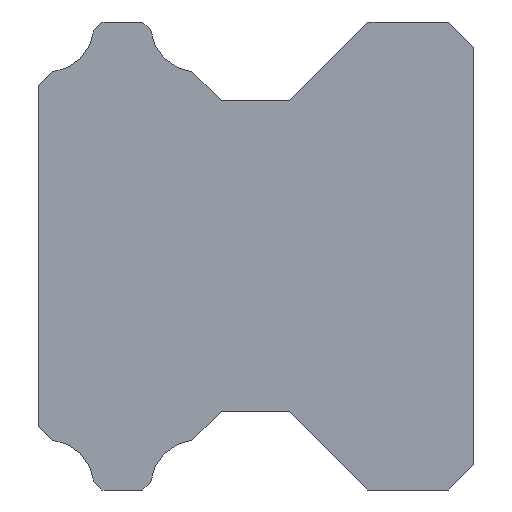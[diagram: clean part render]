
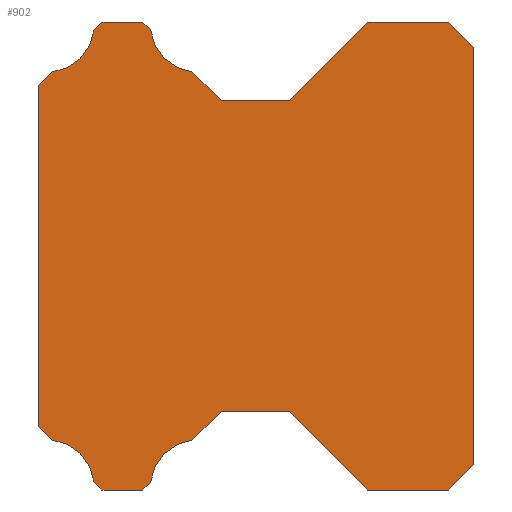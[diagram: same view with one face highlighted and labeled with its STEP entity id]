
A CAD part, left-side view. The second image highlights one B-rep face of the part: STEP entity #902.
In plain terms, the highlighted planar face has unit normal (-1, 0, 0).
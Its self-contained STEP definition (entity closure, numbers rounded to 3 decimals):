
#180=CARTESIAN_POINT('Vertex',(-20.,1.5,14.)) ;
#185=CARTESIAN_POINT('Line Origine',(-20.,0.75,13.25)) ;
#189=CARTESIAN_POINT('Vertex',(-20.,0.,12.5)) ;
#220=CARTESIAN_POINT('Vertex',(-20.,0.,-12.5)) ;
#225=CARTESIAN_POINT('Line Origine',(-20.,0.75,-13.25)) ;
#229=CARTESIAN_POINT('Vertex',(-20.,1.5,-14.)) ;
#256=CARTESIAN_POINT('Line Origine',(-20.,3.9,-14.)) ;
#260=CARTESIAN_POINT('Vertex',(-20.,6.3,-14.)) ;
#287=CARTESIAN_POINT('Line Origine',(-20.,8.65,-11.65)) ;
#291=CARTESIAN_POINT('Vertex',(-20.,11.,-9.3)) ;
#318=CARTESIAN_POINT('Line Origine',(-20.,13.04,-9.3)) ;
#322=CARTESIAN_POINT('Vertex',(-20.,15.079,-9.3)) ;
#349=CARTESIAN_POINT('Line Origine',(-20.,15.929,-10.15)) ;
#353=CARTESIAN_POINT('Vertex',(-20.,16.779,-11.)) ;
#380=CARTESIAN_POINT('Axis2P3D Location',(-20.,16.44,-13.87)) ;
#384=CARTESIAN_POINT('Vertex',(-20.,19.31,-13.531)) ;
#411=CARTESIAN_POINT('Line Origine',(-20.,19.545,-13.765)) ;
#415=CARTESIAN_POINT('Vertex',(-20.,19.779,-14.)) ;
#437=CARTESIAN_POINT('Line Origine',(-20.,20.997,-14.)) ;
#441=CARTESIAN_POINT('Vertex',(-20.,22.215,-14.)) ;
#468=CARTESIAN_POINT('Line Origine',(-20.,22.453,-13.762)) ;
#472=CARTESIAN_POINT('Vertex',(-20.,22.69,-13.525)) ;
#499=CARTESIAN_POINT('Axis2P3D Location',(-20.,25.56,-13.87)) ;
#503=CARTESIAN_POINT('Vertex',(-20.,25.215,-11.)) ;
#530=CARTESIAN_POINT('Line Origine',(-20.,25.607,-10.608)) ;
#534=CARTESIAN_POINT('Vertex',(-20.,26.,-10.215)) ;
#565=CARTESIAN_POINT('Vertex',(-20.,26.,10.215)) ;
#570=CARTESIAN_POINT('Line Origine',(-20.,25.607,10.608)) ;
#574=CARTESIAN_POINT('Vertex',(-20.,25.215,11.)) ;
#601=CARTESIAN_POINT('Axis2P3D Location',(-20.,25.56,13.87)) ;
#605=CARTESIAN_POINT('Vertex',(-20.,22.69,13.525)) ;
#632=CARTESIAN_POINT('Line Origine',(-20.,22.453,13.762)) ;
#636=CARTESIAN_POINT('Vertex',(-20.,22.215,14.)) ;
#663=CARTESIAN_POINT('Line Origine',(-20.,20.997,14.)) ;
#667=CARTESIAN_POINT('Vertex',(-20.,19.779,14.)) ;
#694=CARTESIAN_POINT('Line Origine',(-20.,19.545,13.765)) ;
#698=CARTESIAN_POINT('Vertex',(-20.,19.31,13.531)) ;
#725=CARTESIAN_POINT('Axis2P3D Location',(-20.,16.44,13.87)) ;
#729=CARTESIAN_POINT('Vertex',(-20.,16.779,11.)) ;
#756=CARTESIAN_POINT('Line Origine',(-20.,15.929,10.15)) ;
#760=CARTESIAN_POINT('Vertex',(-20.,15.079,9.3)) ;
#787=CARTESIAN_POINT('Line Origine',(-20.,13.04,9.3)) ;
#791=CARTESIAN_POINT('Vertex',(-20.,11.,9.3)) ;
#818=CARTESIAN_POINT('Line Origine',(-20.,8.65,11.65)) ;
#822=CARTESIAN_POINT('Vertex',(-20.,6.3,14.)) ;
#844=CARTESIAN_POINT('Line Origine',(-20.,3.9,14.)) ;
#861=CARTESIAN_POINT('Axis2P3D Location',(-20.,0.,0.)) ;
#866=CARTESIAN_POINT('Line Origine',(-20.,26.,0.)) ;
#871=CARTESIAN_POINT('Line Origine',(-20.,0.,0.)) ;
#186=DIRECTION('Vector Direction',(0.,-0.707,-0.707)) ;
#226=DIRECTION('Vector Direction',(0.,0.707,-0.707)) ;
#257=DIRECTION('Vector Direction',(0.,1.,0.)) ;
#288=DIRECTION('Vector Direction',(0.,0.707,0.707)) ;
#319=DIRECTION('Vector Direction',(0.,1.,0.)) ;
#350=DIRECTION('Vector Direction',(0.,0.707,-0.707)) ;
#381=DIRECTION('Axis2P3D Direction',(1.,-0.,0.)) ;
#412=DIRECTION('Vector Direction',(0.,0.707,-0.707)) ;
#438=DIRECTION('Vector Direction',(0.,1.,0.)) ;
#469=DIRECTION('Vector Direction',(0.,0.707,0.707)) ;
#500=DIRECTION('Axis2P3D Direction',(1.,-0.,0.)) ;
#531=DIRECTION('Vector Direction',(0.,0.707,0.707)) ;
#571=DIRECTION('Vector Direction',(0.,-0.707,0.707)) ;
#602=DIRECTION('Axis2P3D Direction',(1.,-0.,0.)) ;
#633=DIRECTION('Vector Direction',(0.,-0.707,0.707)) ;
#664=DIRECTION('Vector Direction',(0.,-1.,0.)) ;
#695=DIRECTION('Vector Direction',(0.,-0.707,-0.707)) ;
#726=DIRECTION('Axis2P3D Direction',(1.,-0.,0.)) ;
#757=DIRECTION('Vector Direction',(0.,-0.707,-0.707)) ;
#788=DIRECTION('Vector Direction',(0.,-1.,0.)) ;
#819=DIRECTION('Vector Direction',(0.,-0.707,0.707)) ;
#845=DIRECTION('Vector Direction',(0.,-1.,0.)) ;
#862=DIRECTION('Axis2P3D Direction',(1.,-0.,0.)) ;
#863=DIRECTION('Axis2P3D XDirection',(0.,0.,-1.)) ;
#867=DIRECTION('Vector Direction',(0.,0.,1.)) ;
#872=DIRECTION('Vector Direction',(0.,0.,-1.)) ;
#382=AXIS2_PLACEMENT_3D('Circle Axis2P3D',#380,#381,$) ;
#501=AXIS2_PLACEMENT_3D('Circle Axis2P3D',#499,#500,$) ;
#603=AXIS2_PLACEMENT_3D('Circle Axis2P3D',#601,#602,$) ;
#727=AXIS2_PLACEMENT_3D('Circle Axis2P3D',#725,#726,$) ;
#864=AXIS2_PLACEMENT_3D('Plane Axis2P3D',#861,#862,#863) ;
#877=ORIENTED_EDGE('',*,*,#848,.F.) ;
#878=ORIENTED_EDGE('',*,*,#824,.F.) ;
#879=ORIENTED_EDGE('',*,*,#793,.F.) ;
#880=ORIENTED_EDGE('',*,*,#762,.F.) ;
#881=ORIENTED_EDGE('',*,*,#731,.F.) ;
#882=ORIENTED_EDGE('',*,*,#700,.F.) ;
#883=ORIENTED_EDGE('',*,*,#669,.F.) ;
#884=ORIENTED_EDGE('',*,*,#638,.F.) ;
#885=ORIENTED_EDGE('',*,*,#607,.F.) ;
#886=ORIENTED_EDGE('',*,*,#576,.F.) ;
#887=ORIENTED_EDGE('',*,*,#870,.F.) ;
#888=ORIENTED_EDGE('',*,*,#536,.F.) ;
#889=ORIENTED_EDGE('',*,*,#505,.F.) ;
#890=ORIENTED_EDGE('',*,*,#474,.F.) ;
#891=ORIENTED_EDGE('',*,*,#443,.F.) ;
#892=ORIENTED_EDGE('',*,*,#417,.F.) ;
#893=ORIENTED_EDGE('',*,*,#386,.F.) ;
#894=ORIENTED_EDGE('',*,*,#355,.F.) ;
#895=ORIENTED_EDGE('',*,*,#324,.F.) ;
#896=ORIENTED_EDGE('',*,*,#293,.F.) ;
#897=ORIENTED_EDGE('',*,*,#262,.F.) ;
#898=ORIENTED_EDGE('',*,*,#231,.F.) ;
#899=ORIENTED_EDGE('',*,*,#875,.F.) ;
#900=ORIENTED_EDGE('',*,*,#191,.F.) ;
#187=VECTOR('Line Direction',#186,1.) ;
#227=VECTOR('Line Direction',#226,1.) ;
#258=VECTOR('Line Direction',#257,1.) ;
#289=VECTOR('Line Direction',#288,1.) ;
#320=VECTOR('Line Direction',#319,1.) ;
#351=VECTOR('Line Direction',#350,1.) ;
#413=VECTOR('Line Direction',#412,1.) ;
#439=VECTOR('Line Direction',#438,1.) ;
#470=VECTOR('Line Direction',#469,1.) ;
#532=VECTOR('Line Direction',#531,1.) ;
#572=VECTOR('Line Direction',#571,1.) ;
#634=VECTOR('Line Direction',#633,1.) ;
#665=VECTOR('Line Direction',#664,1.) ;
#696=VECTOR('Line Direction',#695,1.) ;
#758=VECTOR('Line Direction',#757,1.) ;
#789=VECTOR('Line Direction',#788,1.) ;
#820=VECTOR('Line Direction',#819,1.) ;
#846=VECTOR('Line Direction',#845,1.) ;
#868=VECTOR('Line Direction',#867,1.) ;
#873=VECTOR('Line Direction',#872,1.) ;
#902=ADVANCED_FACE('HSV30_Rail',(#901),#865,.F.) ;
#383=CIRCLE('generated circle',#382,2.89) ;
#502=CIRCLE('generated circle',#501,2.89) ;
#604=CIRCLE('generated circle',#603,2.89) ;
#728=CIRCLE('generated circle',#727,2.89) ;
#191=EDGE_CURVE('',#181,#190,#188,.T.) ;
#231=EDGE_CURVE('',#221,#230,#228,.T.) ;
#262=EDGE_CURVE('',#230,#261,#259,.T.) ;
#293=EDGE_CURVE('',#261,#292,#290,.T.) ;
#324=EDGE_CURVE('',#292,#323,#321,.T.) ;
#355=EDGE_CURVE('',#323,#354,#352,.T.) ;
#386=EDGE_CURVE('',#354,#385,#383,.F.) ;
#417=EDGE_CURVE('',#385,#416,#414,.T.) ;
#443=EDGE_CURVE('',#416,#442,#440,.T.) ;
#474=EDGE_CURVE('',#442,#473,#471,.T.) ;
#505=EDGE_CURVE('',#473,#504,#502,.F.) ;
#536=EDGE_CURVE('',#504,#535,#533,.T.) ;
#576=EDGE_CURVE('',#566,#575,#573,.T.) ;
#607=EDGE_CURVE('',#575,#606,#604,.F.) ;
#638=EDGE_CURVE('',#606,#637,#635,.T.) ;
#669=EDGE_CURVE('',#637,#668,#666,.T.) ;
#700=EDGE_CURVE('',#668,#699,#697,.T.) ;
#731=EDGE_CURVE('',#699,#730,#728,.F.) ;
#762=EDGE_CURVE('',#730,#761,#759,.T.) ;
#793=EDGE_CURVE('',#761,#792,#790,.T.) ;
#824=EDGE_CURVE('',#792,#823,#821,.T.) ;
#848=EDGE_CURVE('',#823,#181,#847,.T.) ;
#870=EDGE_CURVE('',#535,#566,#869,.T.) ;
#875=EDGE_CURVE('',#190,#221,#874,.T.) ;
#876=EDGE_LOOP('',(#877,#878,#879,#880,#881,#882,#883,#884,#885,#886,#887,#888,#889,#890,#891,#892,#893,#894,#895,#896,#897,#898,#899,#900)) ;
#901=FACE_OUTER_BOUND('',#876,.T.) ;
#188=LINE('Line',#185,#187) ;
#228=LINE('Line',#225,#227) ;
#259=LINE('Line',#256,#258) ;
#290=LINE('Line',#287,#289) ;
#321=LINE('Line',#318,#320) ;
#352=LINE('Line',#349,#351) ;
#414=LINE('Line',#411,#413) ;
#440=LINE('Line',#437,#439) ;
#471=LINE('Line',#468,#470) ;
#533=LINE('Line',#530,#532) ;
#573=LINE('Line',#570,#572) ;
#635=LINE('Line',#632,#634) ;
#666=LINE('Line',#663,#665) ;
#697=LINE('Line',#694,#696) ;
#759=LINE('Line',#756,#758) ;
#790=LINE('Line',#787,#789) ;
#821=LINE('Line',#818,#820) ;
#847=LINE('Line',#844,#846) ;
#869=LINE('Line',#866,#868) ;
#874=LINE('Line',#871,#873) ;
#865=PLANE('',#864) ;
#181=VERTEX_POINT('',#180) ;
#190=VERTEX_POINT('',#189) ;
#221=VERTEX_POINT('',#220) ;
#230=VERTEX_POINT('',#229) ;
#261=VERTEX_POINT('',#260) ;
#292=VERTEX_POINT('',#291) ;
#323=VERTEX_POINT('',#322) ;
#354=VERTEX_POINT('',#353) ;
#385=VERTEX_POINT('',#384) ;
#416=VERTEX_POINT('',#415) ;
#442=VERTEX_POINT('',#441) ;
#473=VERTEX_POINT('',#472) ;
#504=VERTEX_POINT('',#503) ;
#535=VERTEX_POINT('',#534) ;
#566=VERTEX_POINT('',#565) ;
#575=VERTEX_POINT('',#574) ;
#606=VERTEX_POINT('',#605) ;
#637=VERTEX_POINT('',#636) ;
#668=VERTEX_POINT('',#667) ;
#699=VERTEX_POINT('',#698) ;
#730=VERTEX_POINT('',#729) ;
#761=VERTEX_POINT('',#760) ;
#792=VERTEX_POINT('',#791) ;
#823=VERTEX_POINT('',#822) ;
